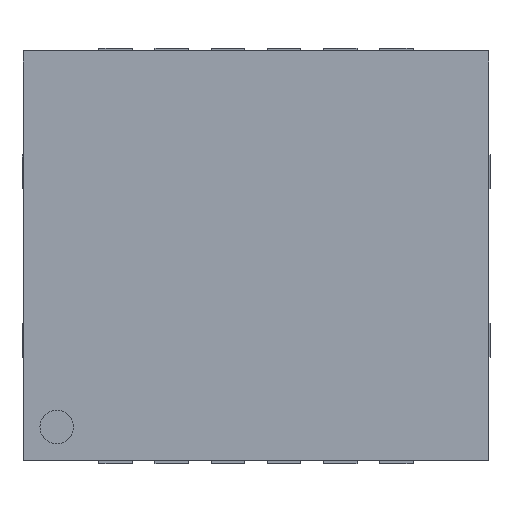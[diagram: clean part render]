
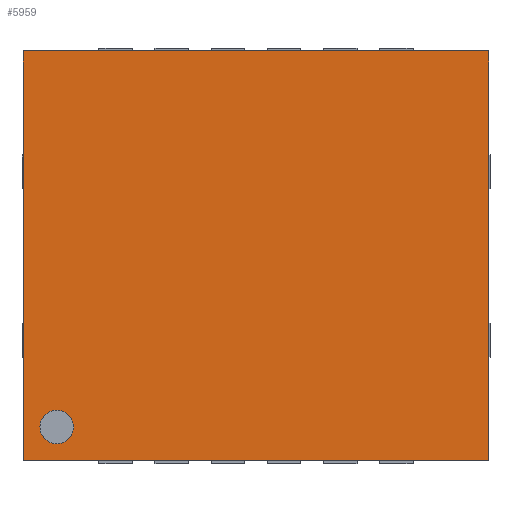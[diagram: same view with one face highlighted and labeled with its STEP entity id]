
A CAD part, top view. The second image highlights one B-rep face of the part: STEP entity #5959.
In plain terms, the highlighted planar face has unit normal (0, 0, 1).
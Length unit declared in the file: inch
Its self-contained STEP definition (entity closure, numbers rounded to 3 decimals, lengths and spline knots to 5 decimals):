
#5770 = VERTEX_POINT('',#5771);
#5771 = CARTESIAN_POINT('',(0.,0.,0.03937));
#5778 = PLANE('',#5779);
#5779 = AXIS2_PLACEMENT_3D('',#5780,#5781,#5782);
#5780 = CARTESIAN_POINT('',(0.,0.,0.));
#5781 = DIRECTION('',(1.,0.,0.));
#5782 = DIRECTION('',(0.,0.,1.));
#5790 = PLANE('',#5791);
#5791 = AXIS2_PLACEMENT_3D('',#5792,#5793,#5794);
#5792 = CARTESIAN_POINT('',(0.,0.,0.));
#5793 = DIRECTION('',(0.,1.,0.));
#5794 = DIRECTION('',(0.,0.,1.));
#5831 = VERTEX_POINT('',#5832);
#5832 = CARTESIAN_POINT('',(0.,0.1437,0.03937));
#5846 = PLANE('',#5847);
#5847 = AXIS2_PLACEMENT_3D('',#5848,#5849,#5850);
#5848 = CARTESIAN_POINT('',(0.,0.1437,0.));
#5849 = DIRECTION('',(0.,1.,0.));
#5850 = DIRECTION('',(0.,0.,1.));
#5858 = EDGE_CURVE('',#5770,#5831,#5859,.T.);
#5859 = SURFACE_CURVE('',#5860,(#5864,#5871),.PCURVE_S1.);
#5860 = LINE('',#5861,#5862);
#5861 = CARTESIAN_POINT('',(0.,0.,0.03937));
#5862 = VECTOR('',#5863,0.03937);
#5863 = DIRECTION('',(0.,1.,0.));
#5864 = PCURVE('',#5778,#5865);
#5865 = DEFINITIONAL_REPRESENTATION('',(#5866),#5870);
#5866 = LINE('',#5867,#5868);
#5867 = CARTESIAN_POINT('',(0.039,0.));
#5868 = VECTOR('',#5869,1.);
#5869 = DIRECTION('',(0.,-1.));
#5870 = ( GEOMETRIC_REPRESENTATION_CONTEXT(2) 
PARAMETRIC_REPRESENTATION_CONTEXT() REPRESENTATION_CONTEXT('2D SPACE',''
  ) );
#5871 = PCURVE('',#5872,#5877);
#5872 = PLANE('',#5873);
#5873 = AXIS2_PLACEMENT_3D('',#5874,#5875,#5876);
#5874 = CARTESIAN_POINT('',(0.,0.,0.03937));
#5875 = DIRECTION('',(0.,0.,1.));
#5876 = DIRECTION('',(1.,0.,0.));
#5877 = DEFINITIONAL_REPRESENTATION('',(#5878),#5882);
#5878 = LINE('',#5879,#5880);
#5879 = CARTESIAN_POINT('',(0.,0.));
#5880 = VECTOR('',#5881,1.);
#5881 = DIRECTION('',(0.,1.));
#5882 = ( GEOMETRIC_REPRESENTATION_CONTEXT(2) 
PARAMETRIC_REPRESENTATION_CONTEXT() REPRESENTATION_CONTEXT('2D SPACE',''
  ) );
#5911 = EDGE_CURVE('',#5770,#5912,#5914,.T.);
#5912 = VERTEX_POINT('',#5913);
#5913 = CARTESIAN_POINT('',(0.16339,0.,0.03937));
#5914 = SURFACE_CURVE('',#5915,(#5919,#5926),.PCURVE_S1.);
#5915 = LINE('',#5916,#5917);
#5916 = CARTESIAN_POINT('',(0.,0.,0.03937));
#5917 = VECTOR('',#5918,0.03937);
#5918 = DIRECTION('',(1.,0.,0.));
#5919 = PCURVE('',#5790,#5920);
#5920 = DEFINITIONAL_REPRESENTATION('',(#5921),#5925);
#5921 = LINE('',#5922,#5923);
#5922 = CARTESIAN_POINT('',(0.039,0.));
#5923 = VECTOR('',#5924,1.);
#5924 = DIRECTION('',(0.,1.));
#5925 = ( GEOMETRIC_REPRESENTATION_CONTEXT(2) 
PARAMETRIC_REPRESENTATION_CONTEXT() REPRESENTATION_CONTEXT('2D SPACE',''
  ) );
#5926 = PCURVE('',#5872,#5927);
#5927 = DEFINITIONAL_REPRESENTATION('',(#5928),#5932);
#5928 = LINE('',#5929,#5930);
#5929 = CARTESIAN_POINT('',(0.,0.));
#5930 = VECTOR('',#5931,1.);
#5931 = DIRECTION('',(1.,0.));
#5932 = ( GEOMETRIC_REPRESENTATION_CONTEXT(2) 
PARAMETRIC_REPRESENTATION_CONTEXT() REPRESENTATION_CONTEXT('2D SPACE',''
  ) );
#5948 = PLANE('',#5949);
#5949 = AXIS2_PLACEMENT_3D('',#5950,#5951,#5952);
#5950 = CARTESIAN_POINT('',(0.16339,0.,0.));
#5951 = DIRECTION('',(1.,0.,0.));
#5952 = DIRECTION('',(0.,0.,1.));
#5959 = ADVANCED_FACE('',(#5960,#6008),#5872,.T.);
#5960 = FACE_BOUND('',#5961,.T.);
#5961 = EDGE_LOOP('',(#5962,#5963,#5964,#5987));
#5962 = ORIENTED_EDGE('',*,*,#5858,.F.);
#5963 = ORIENTED_EDGE('',*,*,#5911,.T.);
#5964 = ORIENTED_EDGE('',*,*,#5965,.T.);
#5965 = EDGE_CURVE('',#5912,#5966,#5968,.T.);
#5966 = VERTEX_POINT('',#5967);
#5967 = CARTESIAN_POINT('',(0.16339,0.1437,
    0.03937));
#5968 = SURFACE_CURVE('',#5969,(#5973,#5980),.PCURVE_S1.);
#5969 = LINE('',#5970,#5971);
#5970 = CARTESIAN_POINT('',(0.16339,0.,0.03937));
#5971 = VECTOR('',#5972,0.03937);
#5972 = DIRECTION('',(0.,1.,0.));
#5973 = PCURVE('',#5872,#5974);
#5974 = DEFINITIONAL_REPRESENTATION('',(#5975),#5979);
#5975 = LINE('',#5976,#5977);
#5976 = CARTESIAN_POINT('',(0.163,0.));
#5977 = VECTOR('',#5978,1.);
#5978 = DIRECTION('',(0.,1.));
#5979 = ( GEOMETRIC_REPRESENTATION_CONTEXT(2) 
PARAMETRIC_REPRESENTATION_CONTEXT() REPRESENTATION_CONTEXT('2D SPACE',''
  ) );
#5980 = PCURVE('',#5948,#5981);
#5981 = DEFINITIONAL_REPRESENTATION('',(#5982),#5986);
#5982 = LINE('',#5983,#5984);
#5983 = CARTESIAN_POINT('',(0.039,0.));
#5984 = VECTOR('',#5985,1.);
#5985 = DIRECTION('',(0.,-1.));
#5986 = ( GEOMETRIC_REPRESENTATION_CONTEXT(2) 
PARAMETRIC_REPRESENTATION_CONTEXT() REPRESENTATION_CONTEXT('2D SPACE',''
  ) );
#5987 = ORIENTED_EDGE('',*,*,#5988,.F.);
#5988 = EDGE_CURVE('',#5831,#5966,#5989,.T.);
#5989 = SURFACE_CURVE('',#5990,(#5994,#6001),.PCURVE_S1.);
#5990 = LINE('',#5991,#5992);
#5991 = CARTESIAN_POINT('',(0.,0.1437,0.03937));
#5992 = VECTOR('',#5993,0.03937);
#5993 = DIRECTION('',(1.,0.,0.));
#5994 = PCURVE('',#5872,#5995);
#5995 = DEFINITIONAL_REPRESENTATION('',(#5996),#6000);
#5996 = LINE('',#5997,#5998);
#5997 = CARTESIAN_POINT('',(0.,0.144));
#5998 = VECTOR('',#5999,1.);
#5999 = DIRECTION('',(1.,0.));
#6000 = ( GEOMETRIC_REPRESENTATION_CONTEXT(2) 
PARAMETRIC_REPRESENTATION_CONTEXT() REPRESENTATION_CONTEXT('2D SPACE',''
  ) );
#6001 = PCURVE('',#5846,#6002);
#6002 = DEFINITIONAL_REPRESENTATION('',(#6003),#6007);
#6003 = LINE('',#6004,#6005);
#6004 = CARTESIAN_POINT('',(0.039,0.));
#6005 = VECTOR('',#6006,1.);
#6006 = DIRECTION('',(0.,1.));
#6007 = ( GEOMETRIC_REPRESENTATION_CONTEXT(2) 
PARAMETRIC_REPRESENTATION_CONTEXT() REPRESENTATION_CONTEXT('2D SPACE',''
  ) );
#6008 = FACE_BOUND('',#6009,.T.);
#6009 = EDGE_LOOP('',(#6010));
#6010 = ORIENTED_EDGE('',*,*,#6011,.F.);
#6011 = EDGE_CURVE('',#6012,#6012,#6014,.T.);
#6012 = VERTEX_POINT('',#6013);
#6013 = CARTESIAN_POINT('',(0.01772,0.01181,
    0.03937));
#6014 = SURFACE_CURVE('',#6015,(#6020,#6027),.PCURVE_S1.);
#6015 = CIRCLE('',#6016,0.00591);
#6016 = AXIS2_PLACEMENT_3D('',#6017,#6018,#6019);
#6017 = CARTESIAN_POINT('',(0.01181,0.01181,
    0.03937));
#6018 = DIRECTION('',(0.,0.,1.));
#6019 = DIRECTION('',(1.,0.,0.));
#6020 = PCURVE('',#5872,#6021);
#6021 = DEFINITIONAL_REPRESENTATION('',(#6022),#6026);
#6022 = CIRCLE('',#6023,0.00591);
#6023 = AXIS2_PLACEMENT_2D('',#6024,#6025);
#6024 = CARTESIAN_POINT('',(0.012,0.012));
#6025 = DIRECTION('',(1.,0.));
#6026 = ( GEOMETRIC_REPRESENTATION_CONTEXT(2) 
PARAMETRIC_REPRESENTATION_CONTEXT() REPRESENTATION_CONTEXT('2D SPACE',''
  ) );
#6027 = PCURVE('',#6028,#6033);
#6028 = CYLINDRICAL_SURFACE('',#6029,0.00591);
#6029 = AXIS2_PLACEMENT_3D('',#6030,#6031,#6032);
#6030 = CARTESIAN_POINT('',(0.01181,0.01181,
    0.03937));
#6031 = DIRECTION('',(0.,0.,1.));
#6032 = DIRECTION('',(1.,0.,-0.));
#6033 = DEFINITIONAL_REPRESENTATION('',(#6034),#6038);
#6034 = LINE('',#6035,#6036);
#6035 = CARTESIAN_POINT('',(0.,0.));
#6036 = VECTOR('',#6037,1.);
#6037 = DIRECTION('',(1.,0.));
#6038 = ( GEOMETRIC_REPRESENTATION_CONTEXT(2) 
PARAMETRIC_REPRESENTATION_CONTEXT() REPRESENTATION_CONTEXT('2D SPACE',''
  ) );
